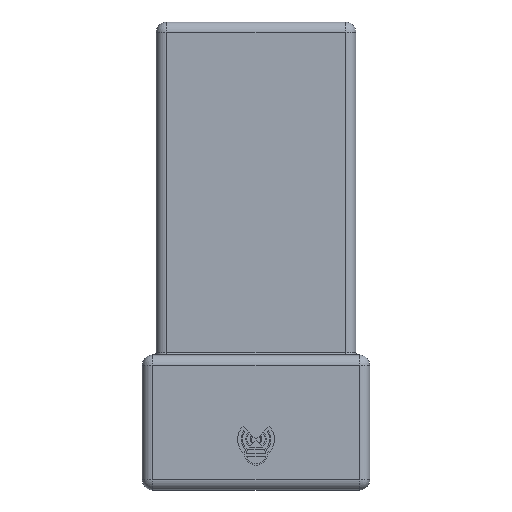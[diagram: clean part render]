
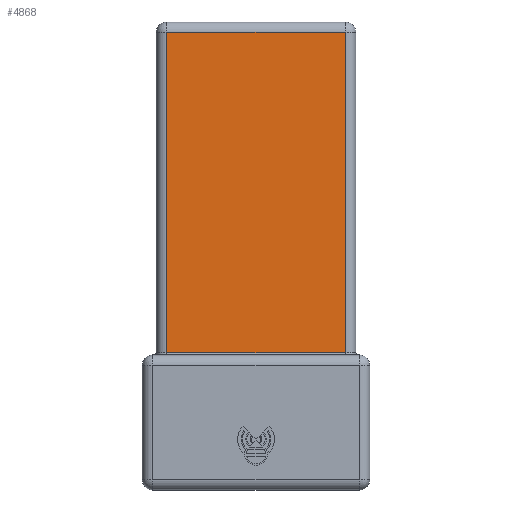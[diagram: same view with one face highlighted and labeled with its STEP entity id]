
A CAD part, front view. The second image highlights one B-rep face of the part: STEP entity #4868.
In plain terms, the highlighted planar face has unit normal (0, -1, 0).
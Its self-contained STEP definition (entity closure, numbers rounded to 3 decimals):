
#344=PLANE('',#5383);
#614=FACE_OUTER_BOUND('',#894,.T.);
#894=EDGE_LOOP('',(#4582,#4583,#4584,#4585));
#949=LINE('',#7073,#1408);
#1259=LINE('',#8019,#1718);
#1353=LINE('',#8527,#1812);
#1354=LINE('',#8529,#1813);
#1408=VECTOR('',#5578,10.);
#1718=VECTOR('',#6470,10.);
#1812=VECTOR('',#6840,10.);
#1813=VECTOR('',#6843,10.);
#2076=VERTEX_POINT('',#7066);
#2079=VERTEX_POINT('',#7071);
#2383=VERTEX_POINT('',#8014);
#2384=VERTEX_POINT('',#8018);
#2559=EDGE_CURVE('',#2079,#2076,#949,.T.);
#3009=EDGE_CURVE('',#2383,#2384,#1259,.T.);
#3173=EDGE_CURVE('',#2384,#2079,#1353,.T.);
#3174=EDGE_CURVE('',#2076,#2383,#1354,.T.);
#4582=ORIENTED_EDGE('',*,*,#3173,.F.);
#4583=ORIENTED_EDGE('',*,*,#3009,.F.);
#4584=ORIENTED_EDGE('',*,*,#3174,.F.);
#4585=ORIENTED_EDGE('',*,*,#2559,.F.);
#4868=ADVANCED_FACE('',(#614),#344,.F.);
#5383=AXIS2_PLACEMENT_3D('',#8528,#6841,#6842);
#5578=DIRECTION('',(1.,0.,0.));
#6470=DIRECTION('',(-1.,0.,0.));
#6840=DIRECTION('',(0.,0.,1.));
#6841=DIRECTION('center_axis',(0.,1.,0.));
#6842=DIRECTION('ref_axis',(0.,0.,
-1.));
#6843=DIRECTION('',(0.,0.,-1.));
#7066=CARTESIAN_POINT('',(65.3,-11.5,49.832));
#7071=CARTESIAN_POINT('',(39.6,-11.5,49.832));
#7073=CARTESIAN_POINT('',(66.8,-11.5,49.832));
#8014=CARTESIAN_POINT('',(65.3,-11.5,3.75));
#8018=CARTESIAN_POINT('',(39.6,-11.5,3.75));
#8019=CARTESIAN_POINT('',(66.8,-11.5,3.75));
#8527=CARTESIAN_POINT('',(39.6,-11.5,45.332));
#8528=CARTESIAN_POINT('Origin',(66.8,-11.5,44.332));
#8529=CARTESIAN_POINT('',(65.3,-11.5,15.482));
